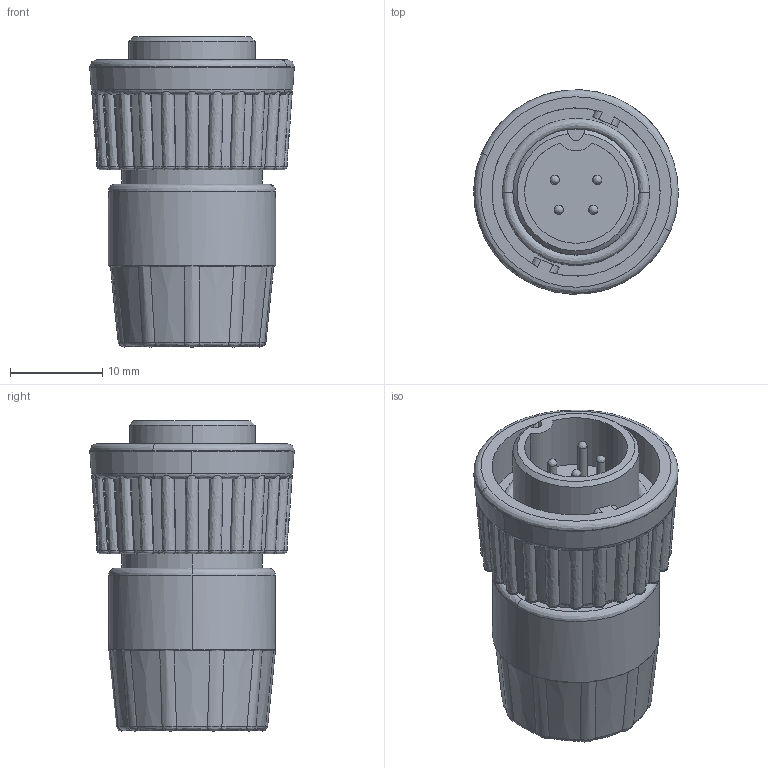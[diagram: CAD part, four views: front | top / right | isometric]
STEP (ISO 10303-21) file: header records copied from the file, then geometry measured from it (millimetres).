
FILE_DESCRIPTION (( 'STEP AP203' ), '1' );
FILE_NAME ('3280-4PG-318.STEP', '2014-03-07T16:21:05', ( '21FPBF1' ), ( 'Conxall' ), 'SwSTEP 2.0', 'SolidWorks 2012', '' );
FILE_SCHEMA (( 'CONFIG_CONTROL_DESIGN' ));
Length unit declared in the file: inch
Products named in the file (1): 3280-4PG-318
Bounding box: 22.22 x 22.21 x 33.72 mm (x, y, z)
Volume: 7658.9 mm3; surface area: 3838 mm2
Topology: 1 solids, 1 shells, 288 faces, 798 edges, 516 vertices
Faces by surface type: bspline 165, plane 53, cone 38, cylinder 32
Entity records: 14470 total; most frequent: CARTESIAN_POINT 8749, ORIENTED_EDGE 1580, EDGE_CURVE 790, DIRECTION 702, VERTEX_POINT 516, B_SPLINE_CURVE_WITH_KNOTS 377, AXIS2_PLACEMENT_3D 309, EDGE_LOOP 300
